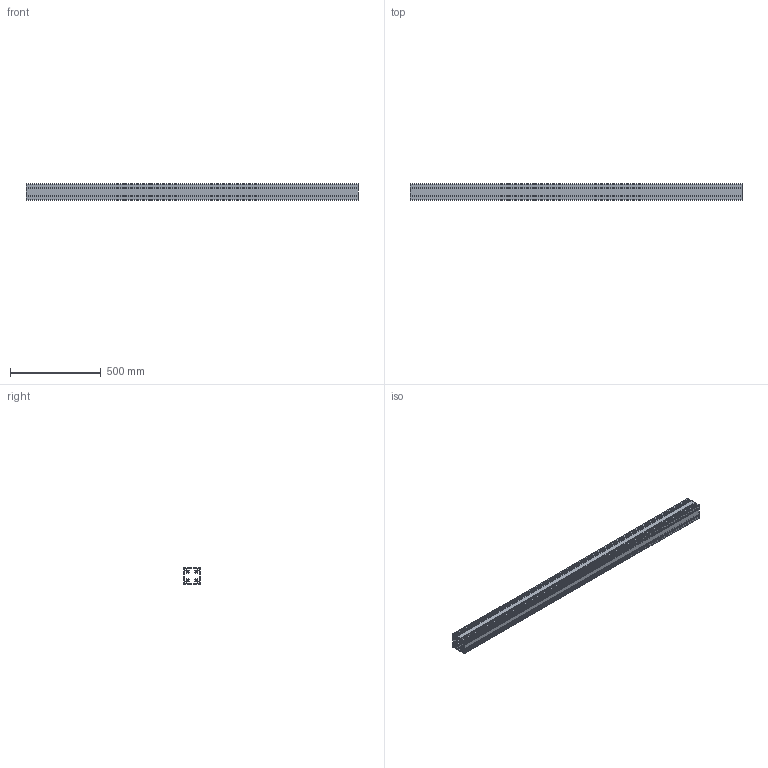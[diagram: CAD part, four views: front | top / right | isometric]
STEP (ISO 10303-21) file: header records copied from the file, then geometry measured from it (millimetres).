
FILE_DESCRIPTION(/* description */ (''),/* implementation_level */ '2;1');
FILE_NAME(/* name */ '10-9090-0-72IN.stp',/* time_stamp */ '2024-11-12T16:14:32-05:00',/* author */ ('esanner'),/* organization */ (''),/* preprocessor_version */ 'ST-DEVELOPER v19',/* originating_system */ 'AutoCAD Mechanical',/* authorisation */ '');
FILE_SCHEMA (('AUTOMOTIVE_DESIGN { 1 0 10303 214 3 1 1 }'));
Length unit declared in the file: millimetre
Products named in the file (1): Product
Bounding box: 1828.8 x 90 x 90 mm (x, y, z)
Volume: 2557495.3 mm3; surface area: 2519165.7 mm2
Topology: 1 solids, 1 shells, 386 faces, 1152 edges, 768 vertices
Faces by surface type: plane 194, cylinder 192
Entity records: 13139 total; most frequent: DIRECTION 2310, CARTESIAN_POINT 2307, ORIENTED_EDGE 2304, EDGE_CURVE 1152, AXIS2_PLACEMENT_3D 771, LINE 768, VECTOR 768, VERTEX_POINT 768
